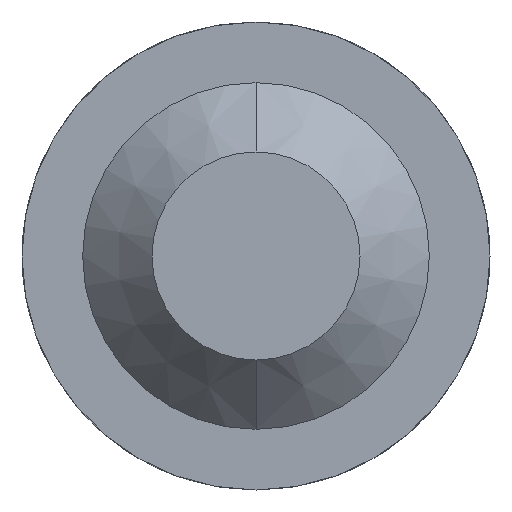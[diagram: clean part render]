
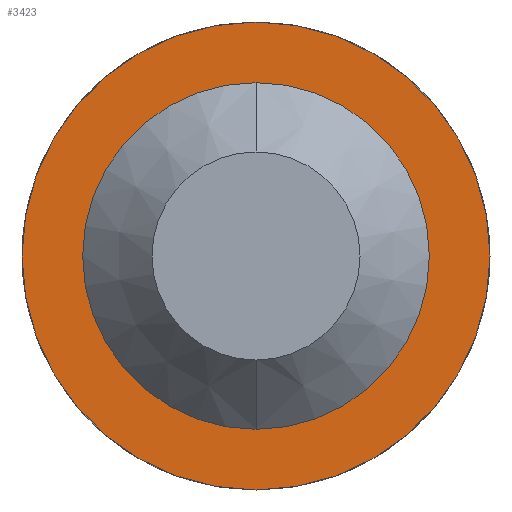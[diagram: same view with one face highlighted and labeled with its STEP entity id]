
A CAD part, front view. The second image highlights one B-rep face of the part: STEP entity #3423.
In plain terms, the highlighted planar face has unit normal (0, -1, 0).
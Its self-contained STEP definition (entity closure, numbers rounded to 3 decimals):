
#6 = DIRECTION ( 'NONE',  ( 0., 0., -1. ) ) ;
#120 = EDGE_LOOP ( 'NONE', ( #2985, #2149 ) ) ;
#160 = VERTEX_POINT ( 'NONE', #1925 ) ;
#213 = CIRCLE ( 'NONE', #3433, 0.675 ) ;
#302 = DIRECTION ( 'NONE',  ( 0., 0., -1. ) ) ;
#495 = ORIENTED_EDGE ( 'NONE', *, *, #4436, .F. ) ;
#515 = CARTESIAN_POINT ( 'NONE',  ( 0., 12., 0. ) ) ;
#799 = VERTEX_POINT ( 'NONE', #2728 ) ;
#964 = CIRCLE ( 'NONE', #4359, 0.5 ) ;
#1146 = ORIENTED_EDGE ( 'NONE', *, *, #3816, .F. ) ;
#1217 = DIRECTION ( 'NONE',  ( 0., 0., -1. ) ) ;
#1325 = CIRCLE ( 'NONE', #2798, 0.5 ) ;
#1456 = CARTESIAN_POINT ( 'NONE',  ( 0., 12., 0. ) ) ;
#1479 = AXIS2_PLACEMENT_3D ( 'NONE', #515, #3810, #1640 ) ;
#1619 = DIRECTION ( 'NONE',  ( 0., -1., 0. ) ) ;
#1640 = DIRECTION ( 'NONE',  ( 0., 0., -1. ) ) ;
#1780 = CARTESIAN_POINT ( 'NONE',  ( 0., 12., 0.675 ) ) ;
#1869 = DIRECTION ( 'NONE',  ( 0., -1., 0. ) ) ;
#1925 = CARTESIAN_POINT ( 'NONE',  ( 0., 12., 0.5 ) ) ;
#2105 = AXIS2_PLACEMENT_3D ( 'NONE', #4204, #2433, #302 ) ;
#2149 = ORIENTED_EDGE ( 'NONE', *, *, #3663, .T. ) ;
#2414 = PLANE ( 'NONE',  #2105 ) ;
#2433 = DIRECTION ( 'NONE',  ( 0., -1., 0. ) ) ;
#2655 = CARTESIAN_POINT ( 'NONE',  ( 0., 12., 0. ) ) ;
#2669 = EDGE_CURVE ( 'Defeature ausgef�hrt2_4+Defeature ausgef�hrt2_5+Defeature ausgef�hrt2_5+Defeature ausgef�hrt2_5', #4277, #4295, #213, .T. ) ;
#2728 = CARTESIAN_POINT ( 'NONE',  ( 0., 12., -0.5 ) ) ;
#2798 = AXIS2_PLACEMENT_3D ( 'NONE', #2655, #3034, #1217 ) ;
#2985 = ORIENTED_EDGE ( 'NONE', *, *, #2669, .T. ) ;
#3034 = DIRECTION ( 'NONE',  ( 0., -1., 0. ) ) ;
#3037 = CIRCLE ( 'NONE', #1479, 0.675 ) ;
#3111 = EDGE_LOOP ( 'NONE', ( #495, #1146 ) ) ;
#3197 = FACE_OUTER_BOUND ( 'NONE', #120, .T. ) ;
#3373 = CARTESIAN_POINT ( 'NONE',  ( 0., 12., 0. ) ) ;
#3423 = ADVANCED_FACE ( 'Defeature ausgef�hrt2_4', ( #3197, #4644 ), #2414, .T. ) ;
#3433 = AXIS2_PLACEMENT_3D ( 'NONE', #3373, #1619, #4123 ) ;
#3663 = EDGE_CURVE ( 'Defeature ausgef�hrt2_4+Defeature ausgef�hrt2_5+Defeature ausgef�hrt2_5+Defeature ausgef�hrt2_5', #4295, #4277, #3037, .T. ) ;
#3810 = DIRECTION ( 'NONE',  ( 0., -1., 0. ) ) ;
#3816 = EDGE_CURVE ( 'Defeature ausgef�hrt2_2+Defeature ausgef�hrt2_4+Defeature ausgef�hrt2_4+Defeature ausgef�hrt2_4', #160, #799, #964, .T. ) ;
#3899 = CARTESIAN_POINT ( 'NONE',  ( 0., 12., -0.675 ) ) ;
#4123 = DIRECTION ( 'NONE',  ( 0., 0., -1. ) ) ;
#4204 = CARTESIAN_POINT ( 'NONE',  ( 0.5, 12., 0. ) ) ;
#4277 = VERTEX_POINT ( 'NONE', #3899 ) ;
#4295 = VERTEX_POINT ( 'NONE', #1780 ) ;
#4359 = AXIS2_PLACEMENT_3D ( 'NONE', #1456, #1869, #6 ) ;
#4436 = EDGE_CURVE ( 'Defeature ausgef�hrt2_2+Defeature ausgef�hrt2_4+Defeature ausgef�hrt2_4+Defeature ausgef�hrt2_4', #799, #160, #1325, .T. ) ;
#4644 = FACE_BOUND ( 'NONE', #3111, .T. ) ;
